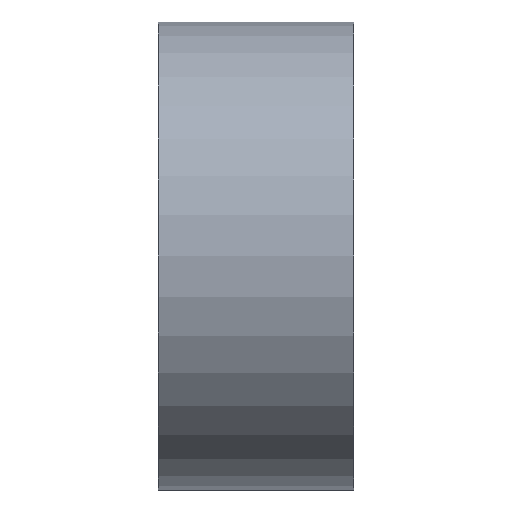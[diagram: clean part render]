
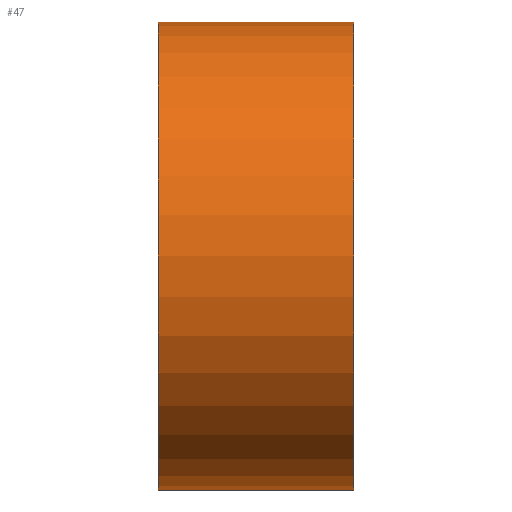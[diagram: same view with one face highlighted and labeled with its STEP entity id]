
A CAD part, front view. The second image highlights one B-rep face of the part: STEP entity #47.
In plain terms, the highlighted cylindrical face has radius 3 mm (diameter 6 mm), a partial arc.
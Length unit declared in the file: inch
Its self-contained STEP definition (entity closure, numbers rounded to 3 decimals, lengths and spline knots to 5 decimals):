
#13 = EDGE_CURVE ( 'NONE', #29, #57, #97, .T. ) ;
#17 = VERTEX_POINT ( 'NONE', #87 ) ;
#20 = VERTEX_POINT ( 'NONE', #82 ) ;
#22 = EDGE_CURVE ( 'NONE', #17, #20, #80, .T. ) ;
#28 = EDGE_CURVE ( 'NONE', #17, #29, #108, .T. ) ;
#29 = VERTEX_POINT ( 'NONE', #104 ) ;
#47 = ADVANCED_FACE ( 'NONE', ( #177 ), #156, .T. ) ;
#48 = EDGE_LOOP ( 'NONE', ( #49, #50, #51, #52 ) ) ;
#49 = ORIENTED_EDGE ( 'NONE', *, *, #28, .F. ) ;
#50 = ORIENTED_EDGE ( 'NONE', *, *, #22, .T. ) ;
#51 = ORIENTED_EDGE ( 'NONE', *, *, #59, .T. ) ;
#52 = ORIENTED_EDGE ( 'NONE', *, *, #13, .F. ) ;
#57 = VERTEX_POINT ( 'NONE', #230 ) ;
#59 = EDGE_CURVE ( 'NONE', #20, #57, #228, .T. ) ;
#76 = DIRECTION ( 'NONE',  ( 0., 0., 1. ) ) ;
#77 = DIRECTION ( 'NONE',  ( -1., 0., 0. ) ) ;
#78 = CARTESIAN_POINT ( 'NONE',  ( 0.40627, 0.49478, 0.73542 ) ) ;
#79 = AXIS2_PLACEMENT_3D ( 'NONE', #78, #77, #76 ) ;
#80 = CIRCLE ( 'NONE', #79, 0.11811 ) ;
#82 = CARTESIAN_POINT ( 'NONE',  ( 0.40627, 0.49478, 0.85353 ) ) ;
#87 = CARTESIAN_POINT ( 'NONE',  ( 0.40627, 0.49478, 0.61731 ) ) ;
#93 = DIRECTION ( 'NONE',  ( 0., 0., 1. ) ) ;
#94 = DIRECTION ( 'NONE',  ( -1., 0., 0. ) ) ;
#95 = CARTESIAN_POINT ( 'NONE',  ( 0.30785, 0.49478, 0.73542 ) ) ;
#96 = AXIS2_PLACEMENT_3D ( 'NONE', #95, #94, #93 ) ;
#97 = CIRCLE ( 'NONE', #96, 0.11811 ) ;
#104 = CARTESIAN_POINT ( 'NONE',  ( 0.30785, 0.49478, 0.61731 ) ) ;
#105 = DIRECTION ( 'NONE',  ( -1., 0., 0. ) ) ;
#106 = VECTOR ( 'NONE', #105, 39.37008 ) ;
#107 = CARTESIAN_POINT ( 'NONE',  ( -0.83732, 0.49478, 0.61731 ) ) ;
#108 = LINE ( 'NONE', #107, #106 ) ;
#154 = DIRECTION ( 'NONE',  ( -1., 0., 0. ) ) ;
#155 = AXIS2_PLACEMENT_3D ( 'NONE', #159, #154, #206 ) ;
#156 = CYLINDRICAL_SURFACE ( 'NONE', #155, 0.11811 ) ;
#159 = CARTESIAN_POINT ( 'NONE',  ( -0.83732, 0.49478, 0.73542 ) ) ;
#177 = FACE_OUTER_BOUND ( 'NONE', #48, .T. ) ;
#206 = DIRECTION ( 'NONE',  ( 0., 0., 1. ) ) ;
#225 = DIRECTION ( 'NONE',  ( -1., 0., 0. ) ) ;
#226 = VECTOR ( 'NONE', #225, 39.37008 ) ;
#227 = CARTESIAN_POINT ( 'NONE',  ( -0.83732, 0.49478, 0.85353 ) ) ;
#228 = LINE ( 'NONE', #227, #226 ) ;
#230 = CARTESIAN_POINT ( 'NONE',  ( 0.30785, 0.49478, 0.85353 ) ) ;
